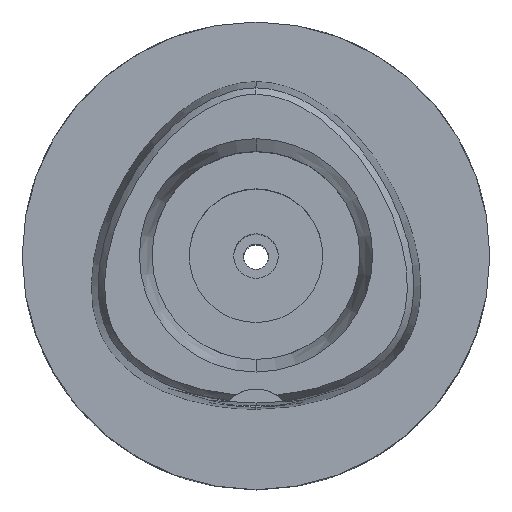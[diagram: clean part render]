
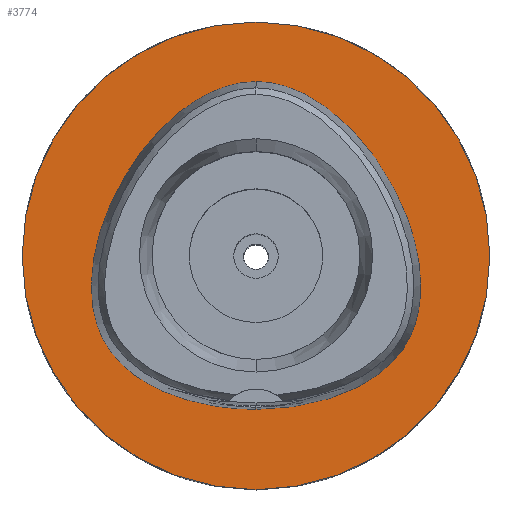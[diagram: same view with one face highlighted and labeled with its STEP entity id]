
A CAD part, top view. The second image highlights one B-rep face of the part: STEP entity #3774.
In plain terms, the highlighted planar face has unit normal (0, 0, 1).
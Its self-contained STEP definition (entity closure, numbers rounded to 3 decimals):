
#28 = CARTESIAN_POINT ( 'NONE',  ( -20.35, -11.749, 0. ) ) ;
#182 = CARTESIAN_POINT ( 'NONE',  ( 18.068, 10.432, 0. ) ) ;
#208 = CARTESIAN_POINT ( 'NONE',  ( 16.959, -15.678, 0. ) ) ;
#405 = CARTESIAN_POINT ( 'NONE',  ( -20.932, -10.604, 0. ) ) ;
#428 = CARTESIAN_POINT ( 'NONE',  ( -6.341, -20.298, 0. ) ) ;
#500 = DIRECTION ( 'NONE',  ( 0., -1., 0. ) ) ;
#520 = VERTEX_POINT ( 'NONE', #1243 ) ;
#551 = CARTESIAN_POINT ( 'NONE',  ( 21.555, -8.996, 0. ) ) ;
#640 = CARTESIAN_POINT ( 'NONE',  ( 0., 0., 0. ) ) ;
#776 = CARTESIAN_POINT ( 'NONE',  ( -21.978, -0.281, 0. ) ) ;
#933 = B_SPLINE_CURVE_WITH_KNOTS ( 'NONE', 3,
 ( #1240, #3495, #2695, #4223, #2363, #3147, #1944, #1593, #4659, #776, #3123, #1216, #3428, #405, #28, #2715, #1166, #2740, #2320, #4247, #428, #4681, #4181 ),
 .UNSPECIFIED., .F., .F.,
 ( 4, 1, 1, 1, 1, 1, 1, 1, 1, 1, 1, 1, 1, 1, 1, 1, 1, 1, 1, 1, 4 ),
 ( 0., 0.042, 0.083, 0.125, 0.167, 0.25, 0.333, 0.417, 0.5, 0.542, 0.583, 0.625, 0.646, 0.667, 0.688, 0.708, 0.75, 0.792, 0.833, 0.917, 1. ),
 .UNSPECIFIED. ) ;
#960 = DIRECTION ( 'NONE',  ( 0., 1., 0. ) ) ;
#969 = CIRCLE ( 'NONE', #1443, 31.5 ) ;
#989 = VERTEX_POINT ( 'NONE', #3020 ) ;
#1163 = DIRECTION ( 'NONE',  ( 0., -1., 0. ) ) ;
#1166 = CARTESIAN_POINT ( 'NONE',  ( -18.568, -14.169, 0. ) ) ;
#1214 = CARTESIAN_POINT ( 'NONE',  ( 0., 0., 0. ) ) ;
#1216 = CARTESIAN_POINT ( 'NONE',  ( -22.057, -6.848, 0. ) ) ;
#1240 = CARTESIAN_POINT ( 'NONE',  ( 0., 23.475, 0. ) ) ;
#1242 = CARTESIAN_POINT ( 'NONE',  ( 0., -20.675, 0. ) ) ;
#1243 = CARTESIAN_POINT ( 'NONE',  ( 0., 31.5, 0. ) ) ;
#1312 = VERTEX_POINT ( 'NONE', #1242 ) ;
#1316 = DIRECTION ( 'NONE',  ( 0., 0., -1. ) ) ;
#1346 = CARTESIAN_POINT ( 'NONE',  ( 0.855, 23.475, 0. ) ) ;
#1358 = DIRECTION ( 'NONE',  ( 0., 0., -1. ) ) ;
#1375 = CARTESIAN_POINT ( 'NONE',  ( 5.098, 22.526, 0. ) ) ;
#1399 = CARTESIAN_POINT ( 'NONE',  ( 22.057, -6.848, 0. ) ) ;
#1443 = AXIS2_PLACEMENT_3D ( 'NONE', #1214, #2385, #1163 ) ;
#1511 = EDGE_CURVE ( 'NONE', #1312, #4691, #2015, .T. ) ;
#1593 = CARTESIAN_POINT ( 'NONE',  ( -18.068, 10.432, 0. ) ) ;
#1607 = ORIENTED_EDGE ( 'NONE', *, *, #3068, .F. ) ;
#1613 = AXIS2_PLACEMENT_3D ( 'NONE', #640, #1358, #960 ) ;
#1801 = CARTESIAN_POINT ( 'NONE',  ( 2.114, -20.675, 0. ) ) ;
#1883 = EDGE_CURVE ( 'NONE', #989, #520, #969, .T. ) ;
#1944 = CARTESIAN_POINT ( 'NONE',  ( -14.408, 15.641, 0. ) ) ;
#2010 = AXIS2_PLACEMENT_3D ( 'NONE', #4325, #1316, #500 ) ;
#2015 = B_SPLINE_CURVE_WITH_KNOTS ( 'NONE', 3,
 ( #2465, #1801, #3620, #3224, #3305, #208, #4071, #2949, #4839, #3275, #551, #1399, #2069, #4863, #3595, #182, #4433, #4813, #3247, #1375, #2923, #1346, #2870 ),
 .UNSPECIFIED., .F., .F.,
 ( 4, 1, 1, 1, 1, 1, 1, 1, 1, 1, 1, 1, 1, 1, 1, 1, 1, 1, 1, 1, 4 ),
 ( 0., 0.083, 0.167, 0.208, 0.25, 0.292, 0.313, 0.333, 0.354, 0.375, 0.417, 0.458, 0.5, 0.583, 0.667, 0.75, 0.833, 0.875, 0.917, 0.958, 1. ),
 .UNSPECIFIED. ) ;
#2069 = CARTESIAN_POINT ( 'NONE',  ( 22.245, -4.1, 0. ) ) ;
#2090 = CIRCLE ( 'NONE', #1613, 31.5 ) ;
#2320 = CARTESIAN_POINT ( 'NONE',  ( -14.673, -17.214, 0. ) ) ;
#2363 = CARTESIAN_POINT ( 'NONE',  ( -7.571, 21.315, 0. ) ) ;
#2385 = DIRECTION ( 'NONE',  ( 0., 0., -1. ) ) ;
#2465 = CARTESIAN_POINT ( 'NONE',  ( 0., -20.675, 0. ) ) ;
#2695 = CARTESIAN_POINT ( 'NONE',  ( -2.565, 23.293, 0. ) ) ;
#2700 = EDGE_LOOP ( 'NONE', ( #1607, #4284 ) ) ;
#2715 = CARTESIAN_POINT ( 'NONE',  ( -19.649, -12.825, 0. ) ) ;
#2740 = CARTESIAN_POINT ( 'NONE',  ( -16.959, -15.678, 0. ) ) ;
#2870 = CARTESIAN_POINT ( 'NONE',  ( 0., 23.475, 0. ) ) ;
#2923 = CARTESIAN_POINT ( 'NONE',  ( 2.565, 23.293, 0. ) ) ;
#2949 = CARTESIAN_POINT ( 'NONE',  ( 19.649, -12.825, 0. ) ) ;
#3020 = CARTESIAN_POINT ( 'NONE',  ( 0., -31.5, 0. ) ) ;
#3068 = EDGE_CURVE ( 'NONE', #520, #989, #2090, .T. ) ;
#3123 = CARTESIAN_POINT ( 'NONE',  ( -22.245, -4.1, 0. ) ) ;
#3147 = CARTESIAN_POINT ( 'NONE',  ( -10.746, 19.174, 0. ) ) ;
#3169 = FACE_OUTER_BOUND ( 'NONE', #2700, .T. ) ;
#3224 = CARTESIAN_POINT ( 'NONE',  ( 11.233, -18.893, 0. ) ) ;
#3247 = CARTESIAN_POINT ( 'NONE',  ( 7.571, 21.315, 0. ) ) ;
#3275 = CARTESIAN_POINT ( 'NONE',  ( 20.932, -10.604, 0. ) ) ;
#3305 = CARTESIAN_POINT ( 'NONE',  ( 14.673, -17.214, 0. ) ) ;
#3428 = CARTESIAN_POINT ( 'NONE',  ( -21.555, -8.996, 0. ) ) ;
#3495 = CARTESIAN_POINT ( 'NONE',  ( -0.855, 23.475, 0. ) ) ;
#3527 = ORIENTED_EDGE ( 'NONE', *, *, #3648, .F. ) ;
#3595 = CARTESIAN_POINT ( 'NONE',  ( 20.749, 4.657, 0. ) ) ;
#3620 = CARTESIAN_POINT ( 'NONE',  ( 6.341, -20.298, 0. ) ) ;
#3648 = EDGE_CURVE ( 'NONE', #4691, #1312, #933, .T. ) ;
#3772 = EDGE_LOOP ( 'NONE', ( #3527, #4558 ) ) ;
#3774 = ADVANCED_FACE ( 'NONE', ( #3169, #4294 ), #3963, .F. ) ;
#3963 = PLANE ( 'NONE',  #2010 ) ;
#4071 = CARTESIAN_POINT ( 'NONE',  ( 18.568, -14.169, 0. ) ) ;
#4181 = CARTESIAN_POINT ( 'NONE',  ( 0., -20.675, 0. ) ) ;
#4223 = CARTESIAN_POINT ( 'NONE',  ( -5.098, 22.526, 0. ) ) ;
#4247 = CARTESIAN_POINT ( 'NONE',  ( -11.233, -18.893, 0. ) ) ;
#4284 = ORIENTED_EDGE ( 'NONE', *, *, #1883, .F. ) ;
#4294 = FACE_BOUND ( 'NONE', #3772, .T. ) ;
#4325 = CARTESIAN_POINT ( 'NONE',  ( 0., 0., 0. ) ) ;
#4433 = CARTESIAN_POINT ( 'NONE',  ( 14.408, 15.641, 0. ) ) ;
#4558 = ORIENTED_EDGE ( 'NONE', *, *, #1511, .F. ) ;
#4659 = CARTESIAN_POINT ( 'NONE',  ( -20.749, 4.657, 0. ) ) ;
#4681 = CARTESIAN_POINT ( 'NONE',  ( -2.114, -20.675, 0. ) ) ;
#4691 = VERTEX_POINT ( 'NONE', #4751 ) ;
#4751 = CARTESIAN_POINT ( 'NONE',  ( 0., 23.475, 0. ) ) ;
#4813 = CARTESIAN_POINT ( 'NONE',  ( 10.746, 19.174, 0. ) ) ;
#4839 = CARTESIAN_POINT ( 'NONE',  ( 20.35, -11.749, 0. ) ) ;
#4863 = CARTESIAN_POINT ( 'NONE',  ( 21.978, -0.281, 0. ) ) ;
